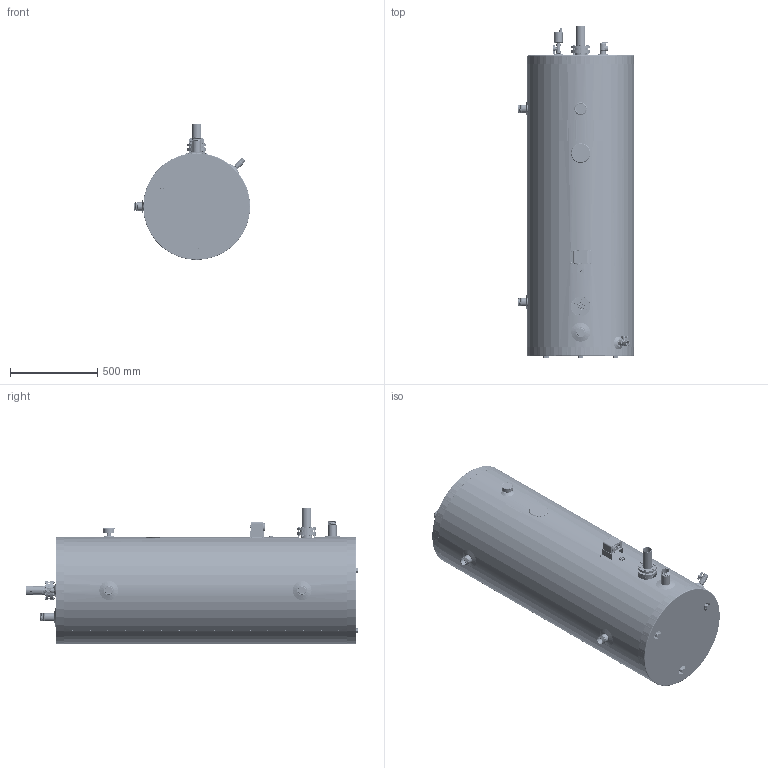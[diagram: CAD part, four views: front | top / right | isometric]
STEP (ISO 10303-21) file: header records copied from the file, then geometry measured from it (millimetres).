
FILE_DESCRIPTION (( 'STEP AP214' ), '1' );
FILE_NAME ('TURBOMAX 80-5A-150.STEP', '2023-02-14T18:12:36', ( '' ), ( '' ), 'SwSTEP 2.0', 'SolidWorks 2023', '' );
FILE_SCHEMA (( 'AUTOMOTIVE_DESIGN' ));
Length unit declared in the file: inch
Products named in the file (1): TURBOMAX 80-5A-150
Bounding box: 664.48 x 1897.18 x 776.87 mm (x, y, z)
Volume: 4641477.4 mm3; surface area: 9401487.3 mm2
Topology: 122 solids, 122 shells, 5242 faces, 12546 edges, 7663 vertices
Faces by surface type: cone 1996, cylinder 1506, plane 872, torus 474, bspline 304, sphere 90
Entity records: 293740 total; most frequent: CARTESIAN_POINT 101489, DIRECTION 27036, ORIENTED_EDGE 25034, EDGE_CURVE 12517, AXIS2_PLACEMENT_3D 11400, VERTEX_POINT 7663, CIRCLE 6461, EDGE_LOOP 5792
